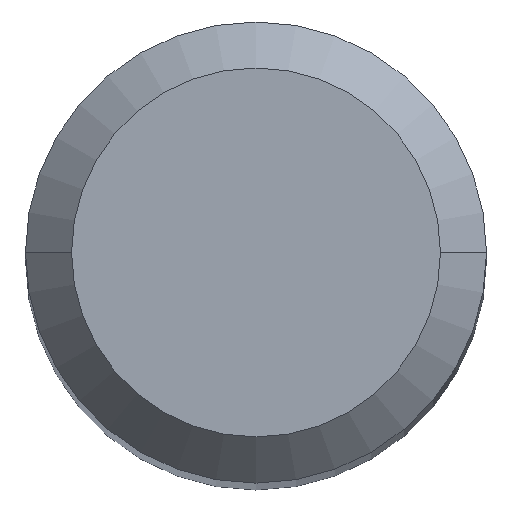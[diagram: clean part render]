
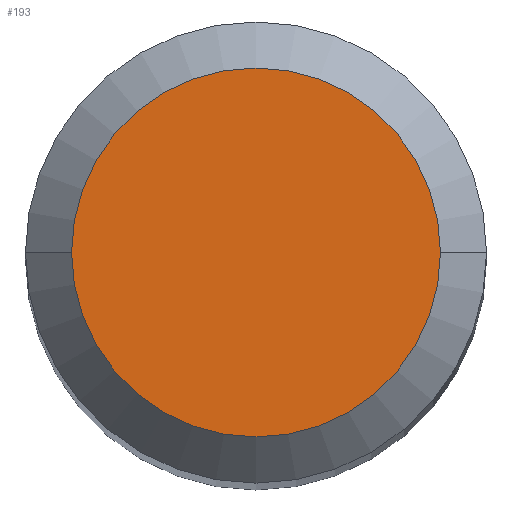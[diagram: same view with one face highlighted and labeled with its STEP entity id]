
A CAD part, top view. The second image highlights one B-rep face of the part: STEP entity #193.
In plain terms, the highlighted planar face has unit normal (0, 0, 1).
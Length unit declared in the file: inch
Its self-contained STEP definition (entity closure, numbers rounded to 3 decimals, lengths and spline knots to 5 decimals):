
#54 = VERTEX_POINT ( 'NONE', #118 ) ;
#99 = ORIENTED_EDGE ( 'NONE', *, *, #123, .T. ) ;
#110 = DIRECTION ( 'NONE',  ( 0., 0., 1. ) ) ;
#118 = CARTESIAN_POINT ( 'NONE',  ( -0.05, 0., 0. ) ) ;
#123 = EDGE_CURVE ( 'NONE', #313, #54, #266, .T. ) ;
#139 = CARTESIAN_POINT ( 'NONE',  ( 0., 0., 0. ) ) ;
#151 = DIRECTION ( 'NONE',  ( 1., 0., 0. ) ) ;
#155 = CARTESIAN_POINT ( 'NONE',  ( 0.05, 0., 0. ) ) ;
#167 = EDGE_CURVE ( 'NONE', #54, #313, #372, .T. ) ;
#174 = ORIENTED_EDGE ( 'NONE', *, *, #167, .T. ) ;
#193 = ADVANCED_FACE ( 'NONE', ( #219 ), #329, .F. ) ;
#213 = AXIS2_PLACEMENT_3D ( 'NONE', #340, #482, #151 ) ;
#219 = FACE_OUTER_BOUND ( 'NONE', #436, .T. ) ;
#257 = DIRECTION ( 'NONE',  ( 0., 0., -1. ) ) ;
#265 = CARTESIAN_POINT ( 'NONE',  ( 0., 0., 0. ) ) ;
#266 = CIRCLE ( 'NONE', #283, 0.05 ) ;
#283 = AXIS2_PLACEMENT_3D ( 'NONE', #265, #110, #336 ) ;
#313 = VERTEX_POINT ( 'NONE', #155 ) ;
#329 = PLANE ( 'NONE',  #382 ) ;
#336 = DIRECTION ( 'NONE',  ( 1., 0., 0. ) ) ;
#340 = CARTESIAN_POINT ( 'NONE',  ( 0., 0., 0. ) ) ;
#372 = CIRCLE ( 'NONE', #213, 0.05 ) ;
#382 = AXIS2_PLACEMENT_3D ( 'NONE', #139, #257, #401 ) ;
#401 = DIRECTION ( 'NONE',  ( -1., 0., 0. ) ) ;
#436 = EDGE_LOOP ( 'NONE', ( #174, #99 ) ) ;
#482 = DIRECTION ( 'NONE',  ( 0., 0., 1. ) ) ;
